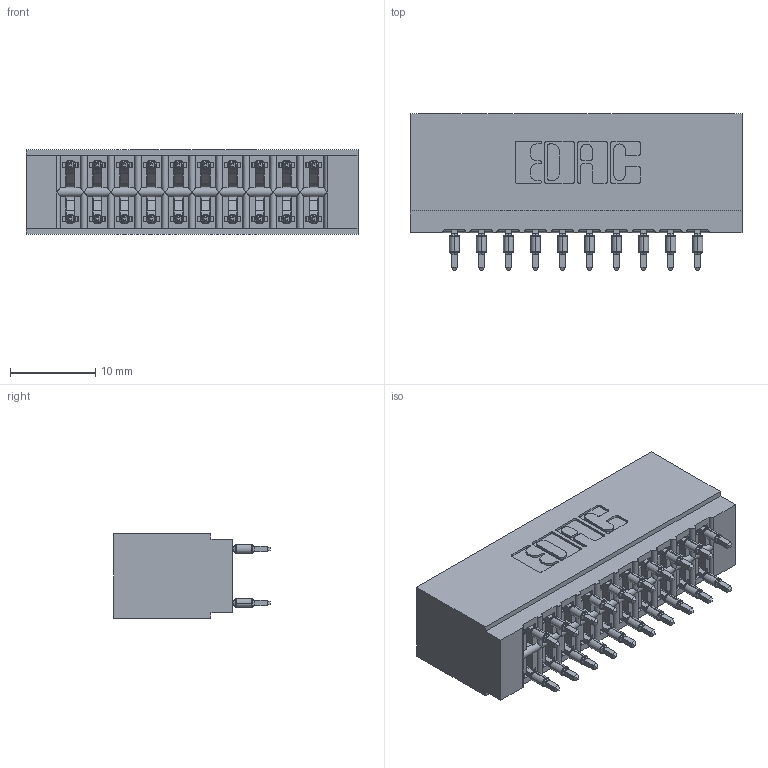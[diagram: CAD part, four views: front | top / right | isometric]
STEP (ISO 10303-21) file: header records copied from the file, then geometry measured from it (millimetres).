
FILE_DESCRIPTION (( 'STEP AP203' ), '1' );
FILE_NAME ('726-020-520-201.STEP', '2020-05-28T03:56:04', ( '' ), ( '' ), 'SwSTEP 2.0', 'SolidWorks 2020', '' );
FILE_SCHEMA (( 'CONFIG_CONTROL_DESIGN' ));
Length unit declared in the file: inch
Products named in the file (3): 726 Part_.515 Slot Depth - 01; 726-020-520-201; 746-292-001_520
Assembly tree (21 placements, depth 2):
  726-020-520-201
    726 Part_.515 Slot Depth - 01
    746-292-001_520  x20
Bounding box: 38.99 x 18.4 x 9.91 mm (x, y, z)
Volume: 3739.1 mm3; surface area: 5578.8 mm2
Topology: 21 solids, 21 shells, 1887 faces, 5183 edges, 3305 vertices
Faces by surface type: plane 975, bspline 400, cylinder 392, torus 120
Entity records: 19951 total; most frequent: CARTESIAN_POINT 4245, ORIENTED_EDGE 3336, DIRECTION 2840, EDGE_CURVE 1668, LINE 1384, VECTOR 1384, VERTEX_POINT 1101, AXIS2_PLACEMENT_3D 728
